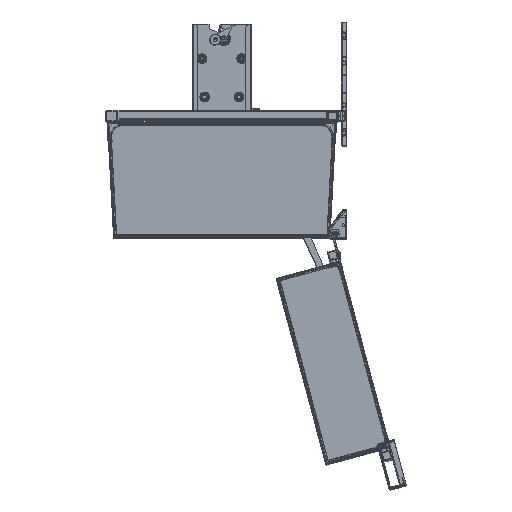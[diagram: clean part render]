
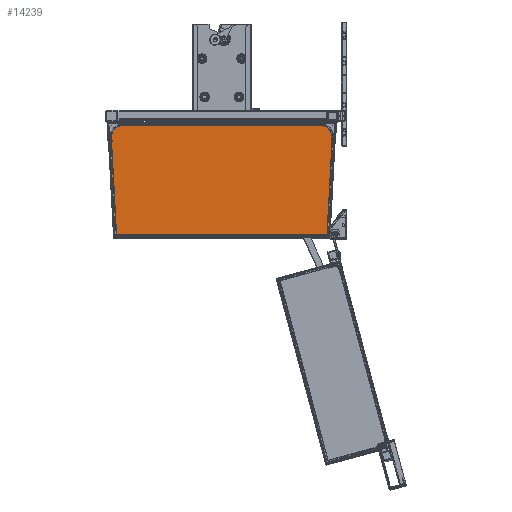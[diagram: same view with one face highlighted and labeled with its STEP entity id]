
A CAD part, top view. The second image highlights one B-rep face of the part: STEP entity #14239.
In plain terms, the highlighted planar face has unit normal (0, 0, 1).
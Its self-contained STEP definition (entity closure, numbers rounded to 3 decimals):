
#14239=ADVANCED_FACE('',(#30119),#30120,.T.);
#30119=FACE_OUTER_BOUND('',#51633,.T.);
#30120=PLANE('',#51634);
#51633=EDGE_LOOP('',(#89212,#89213,#89214,#89215));
#51634=AXIS2_PLACEMENT_3D('',#89216,#89217,#89218);
#89212=ORIENTED_EDGE('',*,*,#122958,.T.);
#89213=ORIENTED_EDGE('',*,*,#122960,.T.);
#89214=ORIENTED_EDGE('',*,*,#122961,.T.);
#89215=ORIENTED_EDGE('',*,*,#122962,.T.);
#89216=CARTESIAN_POINT('',(-259.073,1.,1577.5));
#89217=DIRECTION('',(0.0,0.0,1.0));
#89218=DIRECTION('',(-0.999,-0.053,0.0));
#122958=EDGE_CURVE('',#147859,#147861,#147863,.T.);
#122960=EDGE_CURVE('',#147861,#147865,#147866,.T.);
#122961=EDGE_CURVE('',#147865,#147867,#147868,.T.);
#122962=EDGE_CURVE('',#147867,#147859,#147869,.T.);
#147859=VERTEX_POINT('',#183248);
#147861=VERTEX_POINT('',#183251);
#147863=LINE('',#183254,#183255);
#147865=VERTEX_POINT('',#183257);
#147866=LINE('',#183258,#183259);
#147867=VERTEX_POINT('',#183260);
#147868=LINE('',#183261,#183262);
#147869=LINE('',#183263,#183264);
#183248=CARTESIAN_POINT('',(241.609,-257.5,1577.5));
#183251=CARTESIAN_POINT('',(255.235,-2.5,1577.5));
#183254=CARTESIAN_POINT('',(253.957,-26.414,1577.5));
#183255=VECTOR('',#212793,1.0);
#183257=CARTESIAN_POINT('',(-255.381,-2.5,1577.5));
#183258=CARTESIAN_POINT('',(-259.073,-2.5,1577.5));
#183259=VECTOR('',#212794,1.0);
#183260=CARTESIAN_POINT('',(-241.755,-257.5,1577.5));
#183261=CARTESIAN_POINT('',(-255.578,1.187,1577.5));
#183262=VECTOR('',#212795,1.0);
#183263=CARTESIAN_POINT('',(-259.073,-257.5,1577.5));
#183264=VECTOR('',#212796,1.0);
#212793=DIRECTION('',(0.053,0.999,0.0));
#212794=DIRECTION('',(-1.0,0.,0.0));
#212795=DIRECTION('',(0.053,-0.999,0.0));
#212796=DIRECTION('',(1.0,0.0,0.0));
